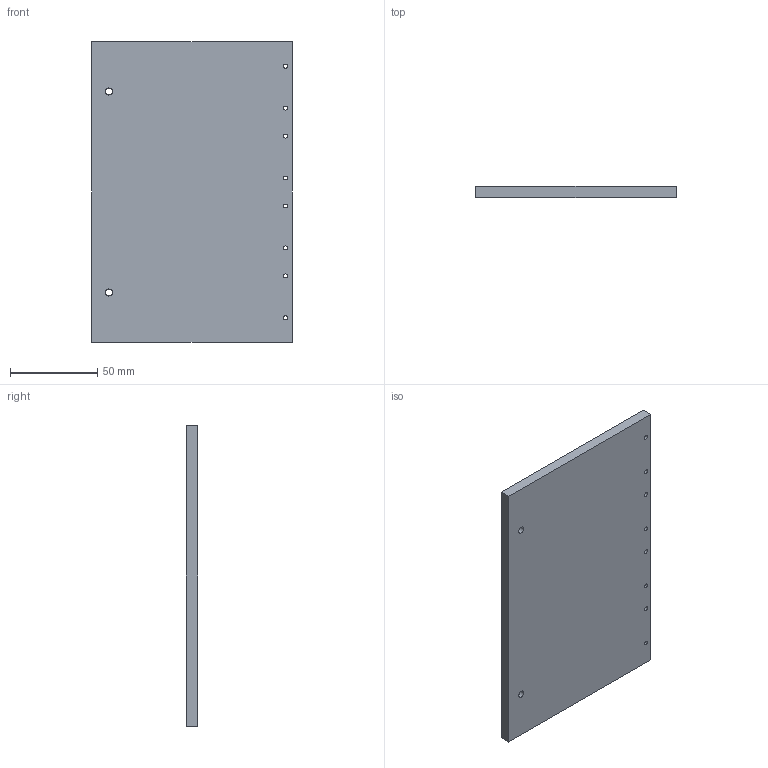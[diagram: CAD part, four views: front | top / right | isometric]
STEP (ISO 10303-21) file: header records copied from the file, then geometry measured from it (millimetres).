
FILE_DESCRIPTION(/* description */ (''),/* implementation_level */ '2;1');
FILE_NAME(/* name */ 'plate.step',/* time_stamp */ '2019-03-14T16:03:34-06:00',/* author */ (''),/* organization */ (''),/* preprocessor_version */ 'ST-DEVELOPER v17.2',/* originating_system */ 'Autodesk Translation Framework v7.6.0.251',/* authorisation */ '');
FILE_SCHEMA (('AUTOMOTIVE_DESIGN { 1 0 10303 214 3 1 1 }'));
Length unit declared in the file: millimetre
Products named in the file (1): plate
Bounding box: 115 x 6.35 x 172 mm (x, y, z)
Volume: 125236.3 mm3; surface area: 43611.4 mm2
Topology: 1 solids, 1 shells, 16 faces, 62 edges, 48 vertices
Faces by surface type: cylinder 10, plane 6
Full cylindrical faces by diameter (mm): 2.261 x8, 4.039 x2
Entity records: 779 total; most frequent: DIRECTION 136, CARTESIAN_POINT 127, ORIENTED_EDGE 124, EDGE_CURVE 62, AXIS2_PLACEMENT_3D 57, VERTEX_POINT 48, CIRCLE 40, EDGE_LOOP 36
